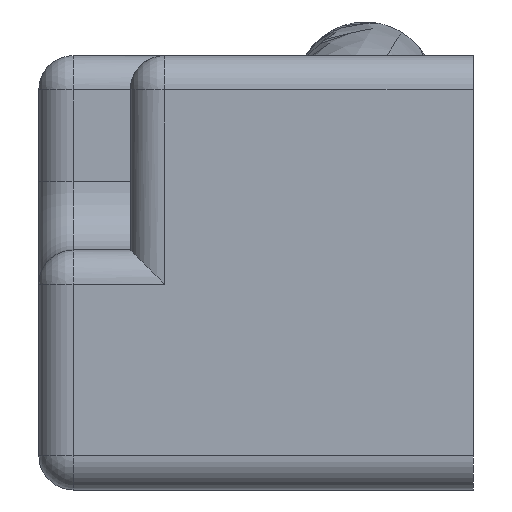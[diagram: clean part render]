
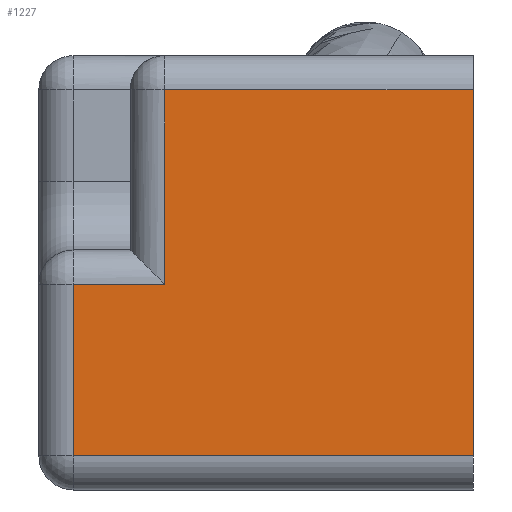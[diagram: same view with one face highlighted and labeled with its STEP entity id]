
A CAD part, left-side view. The second image highlights one B-rep face of the part: STEP entity #1227.
In plain terms, the highlighted planar face has unit normal (-1, 0, 0).
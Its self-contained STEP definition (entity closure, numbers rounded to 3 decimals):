
#1061 = ORIENTED_EDGE ( 'NONE', *, *, #1062, .T. ) ;
#1062 = EDGE_CURVE ( 'NONE', #1389, #1344, #2005, .T. ) ;
#1211 = EDGE_LOOP ( 'NONE', ( #1357, #1346, #1238, #1277, #1212, #1061 ) ) ;
#1212 = ORIENTED_EDGE ( 'NONE', *, *, #1395, .T. ) ;
#1227 = ADVANCED_FACE ( 'NONE', ( #2388 ), #2373, .T. ) ;
#1237 = VERTEX_POINT ( 'NONE', #2359 ) ;
#1238 = ORIENTED_EDGE ( 'NONE', *, *, #1337, .T. ) ;
#1277 = ORIENTED_EDGE ( 'NONE', *, *, #1356, .T. ) ;
#1298 = VERTEX_POINT ( 'NONE', #2609 ) ;
#1307 = VERTEX_POINT ( 'NONE', #2588 ) ;
#1337 = EDGE_CURVE ( 'NONE', #1237, #1307, #2639, .T. ) ;
#1343 = EDGE_CURVE ( 'NONE', #1345, #1237, #2626, .T. ) ;
#1344 = VERTEX_POINT ( 'NONE', #2739 ) ;
#1345 = VERTEX_POINT ( 'NONE', #2738 ) ;
#1346 = ORIENTED_EDGE ( 'NONE', *, *, #1343, .T. ) ;
#1356 = EDGE_CURVE ( 'NONE', #1307, #1298, #2973, .T. ) ;
#1357 = ORIENTED_EDGE ( 'NONE', *, *, #1358, .T. ) ;
#1358 = EDGE_CURVE ( 'NONE', #1344, #1345, #2925, .T. ) ;
#1389 = VERTEX_POINT ( 'NONE', #2912 ) ;
#1395 = EDGE_CURVE ( 'NONE', #1298, #1389, #2905, .T. ) ;
#1997 = DIRECTION ( 'NONE',  ( 0., -1., 0. ) ) ;
#1998 = VECTOR ( 'NONE', #1997, 1000. ) ;
#1999 = CARTESIAN_POINT ( 'NONE',  ( 0., 0., -17.5 ) ) ;
#2005 = LINE ( 'NONE', #1999, #1998 ) ;
#2359 = CARTESIAN_POINT ( 'NONE',  ( 0., 13.5, -1.5 ) ) ;
#2369 = DIRECTION ( 'NONE',  ( 0., 0., 1. ) ) ;
#2370 = DIRECTION ( 'NONE',  ( -1., 0., 0. ) ) ;
#2371 = CARTESIAN_POINT ( 'NONE',  ( 0., 0., -19. ) ) ;
#2372 = AXIS2_PLACEMENT_3D ( 'NONE', #2371, #2370, #2369 ) ;
#2373 = PLANE ( 'NONE',  #2372 ) ;
#2388 = FACE_OUTER_BOUND ( 'NONE', #1211, .T. ) ;
#2588 = CARTESIAN_POINT ( 'NONE',  ( 0., 13.5, -10. ) ) ;
#2609 = CARTESIAN_POINT ( 'NONE',  ( 0., 17.5, -10. ) ) ;
#2624 = DIRECTION ( 'NONE',  ( 0., 1., 0. ) ) ;
#2625 = CARTESIAN_POINT ( 'NONE',  ( 0., 15., -1.5 ) ) ;
#2626 = LINE ( 'NONE', #2625, #2740 ) ;
#2636 = DIRECTION ( 'NONE',  ( 0., 0., -1. ) ) ;
#2637 = VECTOR ( 'NONE', #2636, 1000. ) ;
#2638 = CARTESIAN_POINT ( 'NONE',  ( 0., 13.5, -19. ) ) ;
#2639 = LINE ( 'NONE', #2638, #2637 ) ;
#2738 = CARTESIAN_POINT ( 'NONE',  ( 0., 0., -1.5 ) ) ;
#2739 = CARTESIAN_POINT ( 'NONE',  ( 0., 0., -17.5 ) ) ;
#2740 = VECTOR ( 'NONE', #2624, 1000. ) ;
#2902 = DIRECTION ( 'NONE',  ( 0., 0., -1. ) ) ;
#2903 = VECTOR ( 'NONE', #2902, 1000. ) ;
#2904 = CARTESIAN_POINT ( 'NONE',  ( 0., 17.5, -19. ) ) ;
#2905 = LINE ( 'NONE', #2904, #2903 ) ;
#2912 = CARTESIAN_POINT ( 'NONE',  ( 0., 17.5, -17.5 ) ) ;
#2922 = DIRECTION ( 'NONE',  ( 0., 0., 1. ) ) ;
#2923 = VECTOR ( 'NONE', #2922, 1000. ) ;
#2924 = CARTESIAN_POINT ( 'NONE',  ( 0., 0., -19. ) ) ;
#2925 = LINE ( 'NONE', #2924, #2923 ) ;
#2970 = DIRECTION ( 'NONE',  ( 0., 1., 0. ) ) ;
#2971 = VECTOR ( 'NONE', #2970, 1000. ) ;
#2972 = CARTESIAN_POINT ( 'NONE',  ( 0., 19., -10. ) ) ;
#2973 = LINE ( 'NONE', #2972, #2971 ) ;
